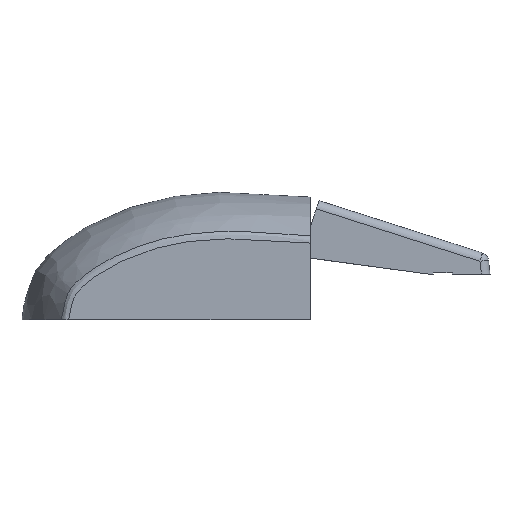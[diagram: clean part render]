
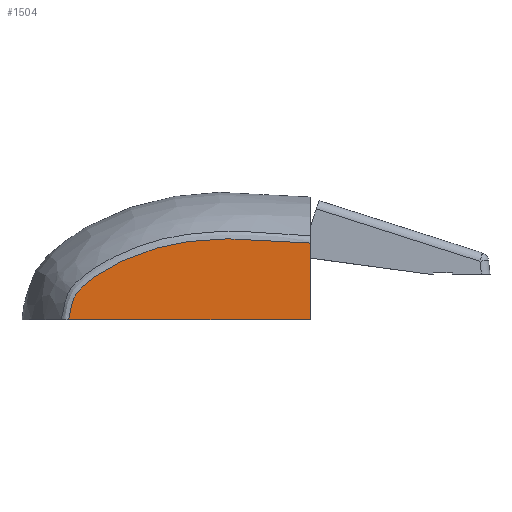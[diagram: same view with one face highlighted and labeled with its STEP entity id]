
A CAD part, left-side view. The second image highlights one B-rep face of the part: STEP entity #1504.
In plain terms, the highlighted planar face has unit normal (-1, 0, 0).
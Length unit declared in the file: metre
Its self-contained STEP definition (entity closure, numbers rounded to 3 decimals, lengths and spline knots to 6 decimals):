
#115=LINE('',#2430,#265);
#116=LINE('',#2452,#266);
#265=VECTOR('',#1775,1.);
#266=VECTOR('',#1776,1.);
#443=ORIENTED_EDGE('',*,*,#903,.T.);
#444=ORIENTED_EDGE('',*,*,#904,.T.);
#445=ORIENTED_EDGE('',*,*,#905,.T.);
#903=EDGE_CURVE('',#1132,#1133,#115,.T.);
#904=EDGE_CURVE('',#1133,#1134,#1254,.T.);
#905=EDGE_CURVE('',#1134,#1132,#116,.F.);
#1132=VERTEX_POINT('',#2431);
#1133=VERTEX_POINT('',#2432);
#1134=VERTEX_POINT('',#2451);
#1254=B_SPLINE_CURVE_WITH_KNOTS('',3,(#2433,#2434,#2435,#2436,#2437,#2438,
#2439,#2440,#2441,#2442,#2443,#2444,#2445,#2446,#2447,#2448,#2449,#2450),
 .UNSPECIFIED.,.F.,.F.,(4,1,1,1,1,1,1,1,1,1,1,1,1,1,1,4),(0.,0.008008,
0.016015,0.024023,0.03203,0.036034,
0.040038,0.044042,0.048045,0.052049,
0.054051,0.056053,0.058055,0.060057,
0.062059,0.06406),.UNSPECIFIED.);
#1272=EDGE_LOOP('',(#443,#444,#445));
#1363=FACE_BOUND('',#1272,.T.);
#1451=PLANE('',#1611);
#1504=ADVANCED_FACE('',(#1363),#1451,.F.);
#1611=AXIS2_PLACEMENT_3D('',#2429,#1773,#1774);
#1773=DIRECTION('',(1.,0.,0.));
#1774=DIRECTION('',(0.,0.,-1.));
#1775=DIRECTION('',(0.,0.,1.));
#1776=DIRECTION('',(0.,1.,0.));
#2429=CARTESIAN_POINT('',(-0.016081,-0.026655,0.012922));
#2430=CARTESIAN_POINT('',(-0.016081,-0.026655,0.012922));
#2431=CARTESIAN_POINT('',(-0.016081,-0.026655,0.));
#2432=CARTESIAN_POINT('',(-0.016081,-0.026655,0.01783));
#2433=CARTESIAN_POINT('',(-0.016081,-0.026655,0.01783));
#2434=CARTESIAN_POINT('',(-0.016081,-0.023995,0.018054));
#2435=CARTESIAN_POINT('',(-0.016081,-0.018675,0.01849));
#2436=CARTESIAN_POINT('',(-0.016081,-0.010671,0.018892));
#2437=CARTESIAN_POINT('',(-0.016081,-0.002718,0.018805));
#2438=CARTESIAN_POINT('',(-0.016081,0.003841,0.018004));
#2439=CARTESIAN_POINT('',(-0.016081,0.009027,0.016759));
#2440=CARTESIAN_POINT('',(-0.016081,0.012892,0.015498));
#2441=CARTESIAN_POINT('',(-0.016081,0.016611,0.01396));
#2442=CARTESIAN_POINT('',(-0.016081,0.020206,0.012167));
#2443=CARTESIAN_POINT('',(-0.016081,0.023084,0.010403));
#2444=CARTESIAN_POINT('',(-0.016081,0.025255,0.008777));
#2445=CARTESIAN_POINT('',(-0.016081,0.026772,0.007425));
#2446=CARTESIAN_POINT('',(-0.016081,0.028095,0.005874));
#2447=CARTESIAN_POINT('',(-0.016081,0.028838,0.003957));
#2448=CARTESIAN_POINT('',(-0.016081,0.029296,0.001998));
#2449=CARTESIAN_POINT('',(-0.016081,0.029518,0.000667));
#2450=CARTESIAN_POINT('',(-0.016081,0.029623,0.));
#2451=CARTESIAN_POINT('',(-0.016081,0.029623,0.));
#2452=CARTESIAN_POINT('',(-0.016081,-0.026655,0.));
